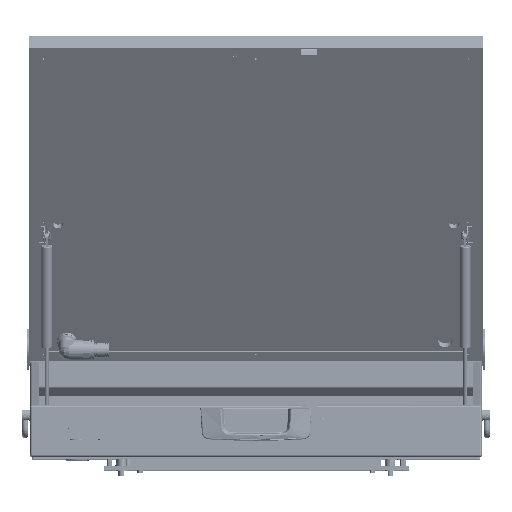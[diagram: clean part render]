
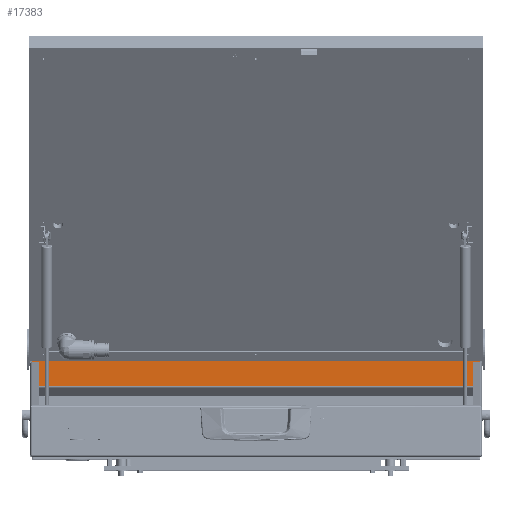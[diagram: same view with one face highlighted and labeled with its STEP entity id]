
A CAD part, top view. The second image highlights one B-rep face of the part: STEP entity #17383.
In plain terms, the highlighted planar face has unit normal (0, 0, 1).
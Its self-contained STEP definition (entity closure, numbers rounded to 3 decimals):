
#5085 = ORIENTED_EDGE ( 'NONE', *, *, #86629, .T. ) ;
#6491 = ORIENTED_EDGE ( 'NONE', *, *, #53679, .F. ) ;
#9113 = ORIENTED_EDGE ( 'NONE', *, *, #70859, .T. ) ;
#9410 = LINE ( 'NONE', #83435, #77997 ) ;
#10553 = FACE_OUTER_BOUND ( 'NONE', #71255, .T. ) ;
#12430 = ORIENTED_EDGE ( 'NONE', *, *, #37858, .T. ) ;
#12966 = DIRECTION ( 'NONE',  ( 0., -1., 0. ) ) ;
#16560 = VERTEX_POINT ( 'NONE', #92616 ) ;
#17383 = ADVANCED_FACE ( 'NONE', ( #10553 ), #32970, .F. ) ;
#18571 = VERTEX_POINT ( 'NONE', #31219 ) ;
#24219 = VECTOR ( 'NONE', #93262, 1000. ) ;
#25195 = CARTESIAN_POINT ( 'NONE',  ( 323., 138.158, -255. ) ) ;
#26976 = EDGE_CURVE ( 'NONE', #84396, #18571, #34907, .T. ) ;
#27006 = VECTOR ( 'NONE', #76819, 1000. ) ;
#27807 = CARTESIAN_POINT ( 'NONE',  ( 323., 102.414, -255. ) ) ;
#31219 = CARTESIAN_POINT ( 'NONE',  ( 323., 102.414, -255. ) ) ;
#32970 = PLANE ( 'NONE',  #38772 ) ;
#34907 = LINE ( 'NONE', #94320, #49832 ) ;
#37858 = EDGE_CURVE ( 'NONE', #92242, #73862, #81075, .T. ) ;
#38772 = AXIS2_PLACEMENT_3D ( 'NONE', #55860, #62653, #77763 ) ;
#39144 = DIRECTION ( 'NONE',  ( 0., -1., 0. ) ) ;
#42051 = VECTOR ( 'NONE', #57506, 1000. ) ;
#42223 = VERTEX_POINT ( 'NONE', #89823 ) ;
#44846 = VECTOR ( 'NONE', #60102, 1000. ) ;
#49832 = VECTOR ( 'NONE', #12966, 1000. ) ;
#50389 = LINE ( 'NONE', #63050, #24219 ) ;
#51499 = ORIENTED_EDGE ( 'NONE', *, *, #85075, .T. ) ;
#53679 = EDGE_CURVE ( 'NONE', #92242, #84396, #69022, .T. ) ;
#53958 = CARTESIAN_POINT ( 'NONE',  ( 323., 138.404, -255. ) ) ;
#55860 = CARTESIAN_POINT ( 'NONE',  ( 323., 138.404, -255. ) ) ;
#57506 = DIRECTION ( 'NONE',  ( 1., 0., 0. ) ) ;
#60102 = DIRECTION ( 'NONE',  ( -1., 0., 0. ) ) ;
#62653 = DIRECTION ( 'NONE',  ( 0., 0., -1. ) ) ;
#63050 = CARTESIAN_POINT ( 'NONE',  ( -323., 138.404, -255. ) ) ;
#69022 = LINE ( 'NONE', #53958, #27006 ) ;
#69397 = CARTESIAN_POINT ( 'NONE',  ( 323., 138.404, -255. ) ) ;
#70859 = EDGE_CURVE ( 'NONE', #42223, #18571, #94536, .T. ) ;
#71255 = EDGE_LOOP ( 'NONE', ( #51499, #9113, #91648, #6491, #12430, #5085 ) ) ;
#73862 = VERTEX_POINT ( 'NONE', #90212 ) ;
#76819 = DIRECTION ( 'NONE',  ( 0., -1., 0. ) ) ;
#77763 = DIRECTION ( 'NONE',  ( -1., 0., 0. ) ) ;
#77997 = VECTOR ( 'NONE', #39144, 1000. ) ;
#81075 = LINE ( 'NONE', #88890, #44846 ) ;
#83435 = CARTESIAN_POINT ( 'NONE',  ( -323., 138.404, -255. ) ) ;
#84396 = VERTEX_POINT ( 'NONE', #25195 ) ;
#85075 = EDGE_CURVE ( 'NONE', #16560, #42223, #50389, .T. ) ;
#86629 = EDGE_CURVE ( 'NONE', #73862, #16560, #9410, .T. ) ;
#88890 = CARTESIAN_POINT ( 'NONE',  ( 323., 138.404, -255. ) ) ;
#89823 = CARTESIAN_POINT ( 'NONE',  ( -323., 102.414, -255. ) ) ;
#90212 = CARTESIAN_POINT ( 'NONE',  ( -323., 138.404, -255. ) ) ;
#91648 = ORIENTED_EDGE ( 'NONE', *, *, #26976, .F. ) ;
#92242 = VERTEX_POINT ( 'NONE', #69397 ) ;
#92616 = CARTESIAN_POINT ( 'NONE',  ( -323., 138.158, -255. ) ) ;
#93262 = DIRECTION ( 'NONE',  ( 0., -1., 0. ) ) ;
#94320 = CARTESIAN_POINT ( 'NONE',  ( 323., 140., -255. ) ) ;
#94536 = LINE ( 'NONE', #27807, #42051 ) ;
